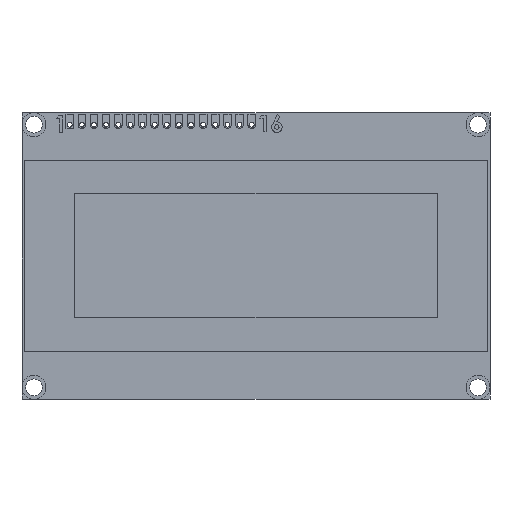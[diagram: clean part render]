
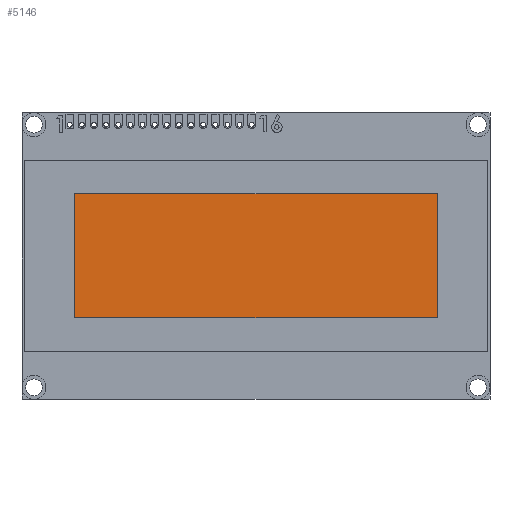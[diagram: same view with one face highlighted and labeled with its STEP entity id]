
A CAD part, top view. The second image highlights one B-rep face of the part: STEP entity #5146.
In plain terms, the highlighted planar face has unit normal (0, 0, 1).
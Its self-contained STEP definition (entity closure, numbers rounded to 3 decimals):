
#5054 = EDGE_CURVE('',#5055,#5057,#5059,.T.);
#5055 = VERTEX_POINT('',#5056);
#5056 = CARTESIAN_POINT('',(84.5,-40.5,20.));
#5057 = VERTEX_POINT('',#5058);
#5058 = CARTESIAN_POINT('',(84.5,-14.5,20.));
#5059 = LINE('',#5060,#5061);
#5060 = CARTESIAN_POINT('',(84.5,-14.5,20.));
#5061 = VECTOR('',#5062,1.);
#5062 = DIRECTION('',(0.,1.,0.));
#5085 = EDGE_CURVE('',#5057,#5086,#5088,.T.);
#5086 = VERTEX_POINT('',#5087);
#5087 = CARTESIAN_POINT('',(8.5,-14.5,20.));
#5088 = LINE('',#5089,#5090);
#5089 = CARTESIAN_POINT('',(8.5,-14.5,20.));
#5090 = VECTOR('',#5091,1.);
#5091 = DIRECTION('',(-1.,0.,0.));
#5109 = EDGE_CURVE('',#5086,#5110,#5112,.T.);
#5110 = VERTEX_POINT('',#5111);
#5111 = CARTESIAN_POINT('',(8.5,-40.5,20.));
#5112 = LINE('',#5113,#5114);
#5113 = CARTESIAN_POINT('',(8.5,-14.5,20.));
#5114 = VECTOR('',#5115,1.);
#5115 = DIRECTION('',(0.,-1.,0.));
#5133 = EDGE_CURVE('',#5110,#5055,#5134,.T.);
#5134 = LINE('',#5135,#5136);
#5135 = CARTESIAN_POINT('',(8.5,-40.5,20.));
#5136 = VECTOR('',#5137,1.);
#5137 = DIRECTION('',(1.,0.,0.));
#5146 = ADVANCED_FACE('',(#5147),#5153,.T.);
#5147 = FACE_BOUND('',#5148,.T.);
#5148 = EDGE_LOOP('',(#5149,#5150,#5151,#5152));
#5149 = ORIENTED_EDGE('',*,*,#5054,.T.);
#5150 = ORIENTED_EDGE('',*,*,#5085,.T.);
#5151 = ORIENTED_EDGE('',*,*,#5109,.T.);
#5152 = ORIENTED_EDGE('',*,*,#5133,.T.);
#5153 = PLANE('',#5154);
#5154 = AXIS2_PLACEMENT_3D('',#5155,#5156,#5157);
#5155 = CARTESIAN_POINT('',(46.5,-27.5,20.));
#5156 = DIRECTION('',(0.,0.,1.));
#5157 = DIRECTION('',(1.,0.,0.));
